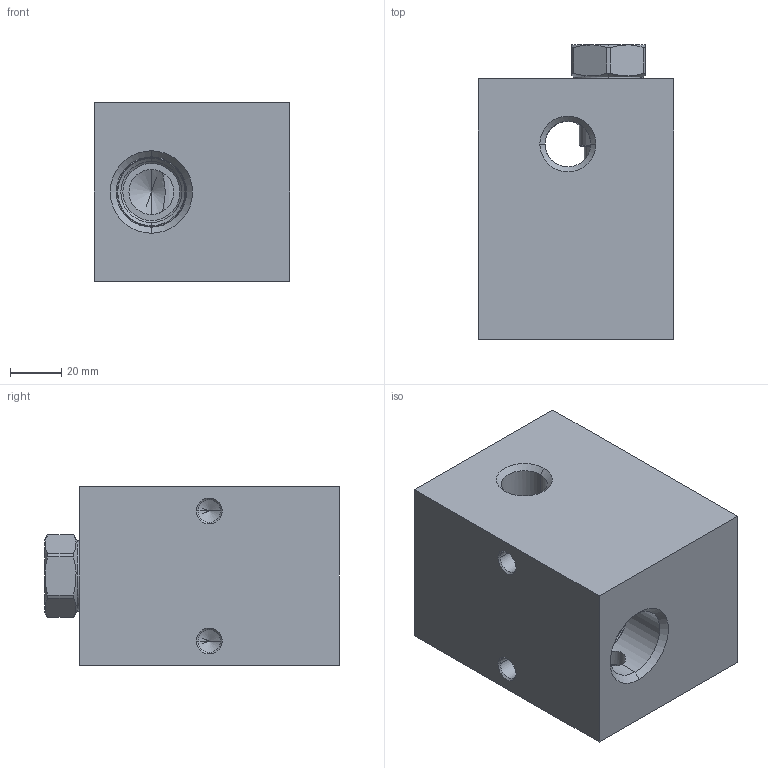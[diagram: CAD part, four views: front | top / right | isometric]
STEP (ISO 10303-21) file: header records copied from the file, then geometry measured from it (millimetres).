
FILE_DESCRIPTION((''),'2;1');
FILE_NAME('B7C_ASM','2023-04-26T',('ProEService'),(''),'PRO/ENGINEER BY PARAMETRIC TECHNOLOGY CORPORATION, 2014200','PRO/ENGINEER BY PARAMETRIC TECHNOLOGY CORPORATION, 2014200','');
FILE_SCHEMA(('CONFIG_CONTROL_DESIGN'));
Length unit declared in the file: inch
Products named in the file (3): 151-088-002; CXFAXCN; B7C_ASM
Assembly tree (2 placements, depth 2):
  B7C_ASM
    151-088-002
    CXFAXCN
Bounding box: 76.2 x 115.09 x 69.85 mm (x, y, z)
Volume: 479549.5 mm3; surface area: 62713.1 mm2
Topology: 4 solids, 4 shells, 190 faces, 637 edges, 543 vertices
Faces by surface type: cylinder 72, cone 59, plane 29, torus 22, revolution 8
Entity records: 7988 total; most frequent: CARTESIAN_POINT 2507, DIRECTION 1190, ORIENTED_EDGE 862, EDGE_CURVE 431, AXIS2_PLACEMENT_3D 418, VECTOR 346, LINE 346, VERTEX_POINT 256
